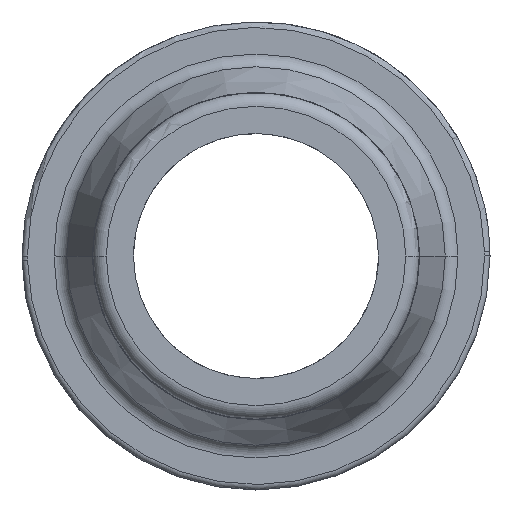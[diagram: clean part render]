
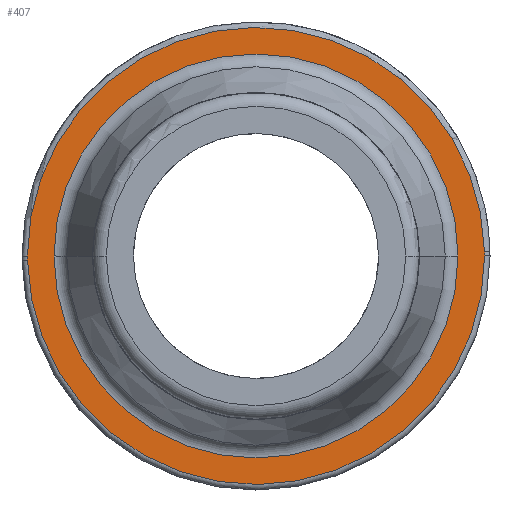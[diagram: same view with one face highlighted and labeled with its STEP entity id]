
A CAD part, front view. The second image highlights one B-rep face of the part: STEP entity #407.
In plain terms, the highlighted planar face has unit normal (0, -1, 0).
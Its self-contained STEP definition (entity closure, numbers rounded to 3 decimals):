
#231=CARTESIAN_POINT('Vertex',(8.399,-11.6,0.157)) ;
#238=CARTESIAN_POINT('Vertex',(-8.4,-11.6,0.)) ;
#241=CARTESIAN_POINT('Axis2P3D Location',(0.,-11.6,0.)) ;
#258=CARTESIAN_POINT('Axis2P3D Location',(0.,-11.6,0.)) ;
#262=CARTESIAN_POINT('Vertex',(8.4,-11.6,0.)) ;
#346=CARTESIAN_POINT('Vertex',(-8.399,-11.6,-0.157)) ;
#349=CARTESIAN_POINT('Axis2P3D Location',(0.,-11.6,0.)) ;
#366=CARTESIAN_POINT('Axis2P3D Location',(0.,-11.6,0.)) ;
#378=CARTESIAN_POINT('Axis2P3D Location',(0.,-11.6,0.)) ;
#389=CARTESIAN_POINT('Axis2P3D Location',(0.,-11.6,0.)) ;
#393=CARTESIAN_POINT('Vertex',(7.423,-11.6,0.)) ;
#395=CARTESIAN_POINT('Vertex',(-7.423,-11.6,0.)) ;
#398=CARTESIAN_POINT('Axis2P3D Location',(0.,-11.6,0.)) ;
#242=DIRECTION('Axis2P3D Direction',(0.,1.,0.)) ;
#259=DIRECTION('Axis2P3D Direction',(0.,1.,0.)) ;
#350=DIRECTION('Axis2P3D Direction',(-0.,1.,0.)) ;
#367=DIRECTION('Axis2P3D Direction',(-0.,1.,0.)) ;
#379=DIRECTION('Axis2P3D Direction',(-0.,1.,0.)) ;
#380=DIRECTION('Axis2P3D XDirection',(1.,0.,0.)) ;
#390=DIRECTION('Axis2P3D Direction',(-0.,1.,0.)) ;
#399=DIRECTION('Axis2P3D Direction',(-0.,1.,0.)) ;
#243=AXIS2_PLACEMENT_3D('Circle Axis2P3D',#241,#242,$) ;
#260=AXIS2_PLACEMENT_3D('Circle Axis2P3D',#258,#259,$) ;
#351=AXIS2_PLACEMENT_3D('Circle Axis2P3D',#349,#350,$) ;
#368=AXIS2_PLACEMENT_3D('Circle Axis2P3D',#366,#367,$) ;
#381=AXIS2_PLACEMENT_3D('Plane Axis2P3D',#378,#379,#380) ;
#391=AXIS2_PLACEMENT_3D('Circle Axis2P3D',#389,#390,$) ;
#400=AXIS2_PLACEMENT_3D('Circle Axis2P3D',#398,#399,$) ;
#384=ORIENTED_EDGE('',*,*,#264,.F.) ;
#385=ORIENTED_EDGE('',*,*,#245,.F.) ;
#386=ORIENTED_EDGE('',*,*,#370,.F.) ;
#387=ORIENTED_EDGE('',*,*,#353,.F.) ;
#404=ORIENTED_EDGE('',*,*,#397,.T.) ;
#405=ORIENTED_EDGE('',*,*,#402,.T.) ;
#406=FACE_BOUND('',#403,.T.) ;
#407=ADVANCED_FACE('MANIFOLD_SOLID_BREP #1347',(#388,#406),#382,.F.) ;
#244=CIRCLE('generated circle',#243,8.4) ;
#261=CIRCLE('generated circle',#260,8.4) ;
#352=CIRCLE('generated circle',#351,8.4) ;
#369=CIRCLE('generated circle',#368,8.4) ;
#392=CIRCLE('generated circle',#391,7.423) ;
#401=CIRCLE('generated circle',#400,7.423) ;
#245=EDGE_CURVE('',#239,#232,#244,.T.) ;
#264=EDGE_CURVE('',#232,#263,#261,.T.) ;
#353=EDGE_CURVE('',#263,#347,#352,.T.) ;
#370=EDGE_CURVE('',#347,#239,#369,.T.) ;
#397=EDGE_CURVE('',#394,#396,#392,.T.) ;
#402=EDGE_CURVE('',#396,#394,#401,.T.) ;
#383=EDGE_LOOP('',(#384,#385,#386,#387)) ;
#403=EDGE_LOOP('',(#404,#405)) ;
#388=FACE_OUTER_BOUND('',#383,.T.) ;
#382=PLANE('',#381) ;
#232=VERTEX_POINT('',#231) ;
#239=VERTEX_POINT('',#238) ;
#263=VERTEX_POINT('',#262) ;
#347=VERTEX_POINT('',#346) ;
#394=VERTEX_POINT('',#393) ;
#396=VERTEX_POINT('',#395) ;
